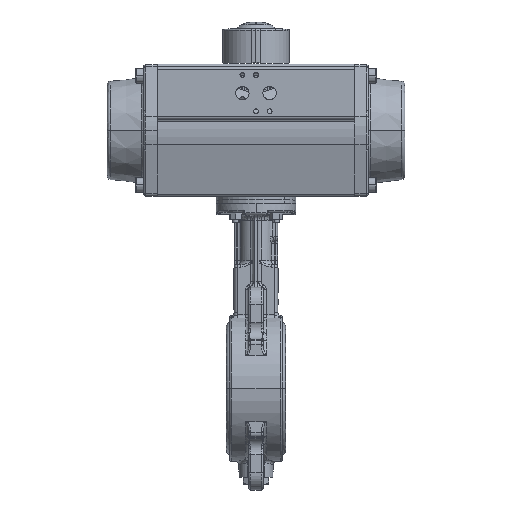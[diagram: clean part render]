
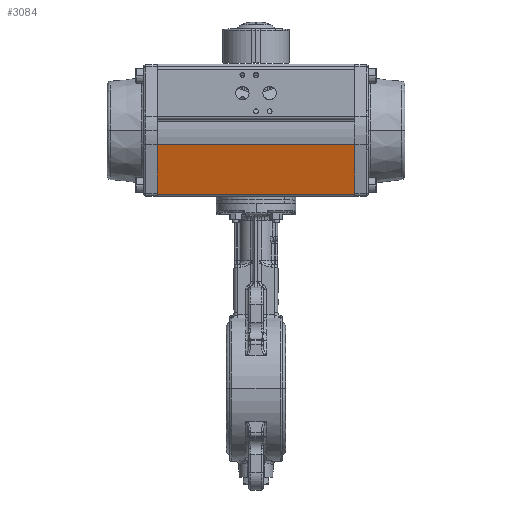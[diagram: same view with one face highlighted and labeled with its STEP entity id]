
A CAD part, top view. The second image highlights one B-rep face of the part: STEP entity #3084.
In plain terms, the highlighted planar face has unit normal (0, 0.243, -0.97).
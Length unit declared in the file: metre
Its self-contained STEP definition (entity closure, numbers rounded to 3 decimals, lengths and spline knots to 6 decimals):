
#1861 = CARTESIAN_POINT ( 'NONE',  ( -0.127118, 0.122945, 0.315638 ) ) ;
#2639 = VERTEX_POINT ( 'NONE', #51469 ) ;
#3084 = ADVANCED_FACE ( 'NONE', ( #36415 ), #84621, .T. ) ;
#8813 = VERTEX_POINT ( 'NONE', #31515 ) ;
#12190 = EDGE_LOOP ( 'NONE', ( #45366, #39222, #63012, #73610 ) ) ;
#16146 = LINE ( 'NONE', #17563, #92013 ) ;
#17563 = CARTESIAN_POINT ( 'NONE',  ( -0.127118, 0.166925, 0.32664 ) ) ;
#19669 = EDGE_CURVE ( 'NONE', #2639, #32358, #90636, .T. ) ;
#20171 = CARTESIAN_POINT ( 'NONE',  ( -0.127118, 0.121052, 0.315164 ) ) ;
#23575 = VECTOR ( 'NONE', #34455, 1. ) ;
#28567 = CARTESIAN_POINT ( 'NONE',  ( 0.046882, 0.166925, 0.32664 ) ) ;
#30660 = DIRECTION ( 'NONE',  ( 0., -0.97, -0.243 ) ) ;
#31515 = CARTESIAN_POINT ( 'NONE',  ( 0.046882, 0.122945, 0.315638 ) ) ;
#32358 = VERTEX_POINT ( 'NONE', #72753 ) ;
#33362 = VERTEX_POINT ( 'NONE', #28567 ) ;
#34455 = DIRECTION ( 'NONE',  ( 0., 0.97, 0.243 ) ) ;
#36415 = FACE_OUTER_BOUND ( 'NONE', #12190, .T. ) ;
#36883 = CARTESIAN_POINT ( 'NONE',  ( -0.127118, 0.121052, 0.315164 ) ) ;
#39222 = ORIENTED_EDGE ( 'NONE', *, *, #19669, .T. ) ;
#45163 = DIRECTION ( 'NONE',  ( 1., 0., 0. ) ) ;
#45366 = ORIENTED_EDGE ( 'NONE', *, *, #61494, .T. ) ;
#49322 = AXIS2_PLACEMENT_3D ( 'NONE', #36883, #62728, #91763 ) ;
#51469 = CARTESIAN_POINT ( 'NONE',  ( -0.127118, 0.122945, 0.315638 ) ) ;
#58353 = VECTOR ( 'NONE', #81731, 1. ) ;
#60138 = CARTESIAN_POINT ( 'NONE',  ( 0.046882, 0.121052, 0.315164 ) ) ;
#60950 = VECTOR ( 'NONE', #30660, 1. ) ;
#61494 = EDGE_CURVE ( 'NONE', #8813, #2639, #82201, .T. ) ;
#62728 = DIRECTION ( 'NONE',  ( 0., 0.243, -0.97 ) ) ;
#63012 = ORIENTED_EDGE ( 'NONE', *, *, #88722, .T. ) ;
#66810 = LINE ( 'NONE', #60138, #60950 ) ;
#72753 = CARTESIAN_POINT ( 'NONE',  ( -0.127118, 0.166925, 0.32664 ) ) ;
#73610 = ORIENTED_EDGE ( 'NONE', *, *, #74252, .T. ) ;
#74252 = EDGE_CURVE ( 'NONE', #33362, #8813, #66810, .T. ) ;
#81731 = DIRECTION ( 'NONE',  ( -1., 0., 0. ) ) ;
#82201 = LINE ( 'NONE', #1861, #58353 ) ;
#84621 = PLANE ( 'NONE',  #49322 ) ;
#88722 = EDGE_CURVE ( 'NONE', #32358, #33362, #16146, .T. ) ;
#90636 = LINE ( 'NONE', #20171, #23575 ) ;
#91763 = DIRECTION ( 'NONE',  ( 0., -0.97, -0.243 ) ) ;
#92013 = VECTOR ( 'NONE', #45163, 1. ) ;
